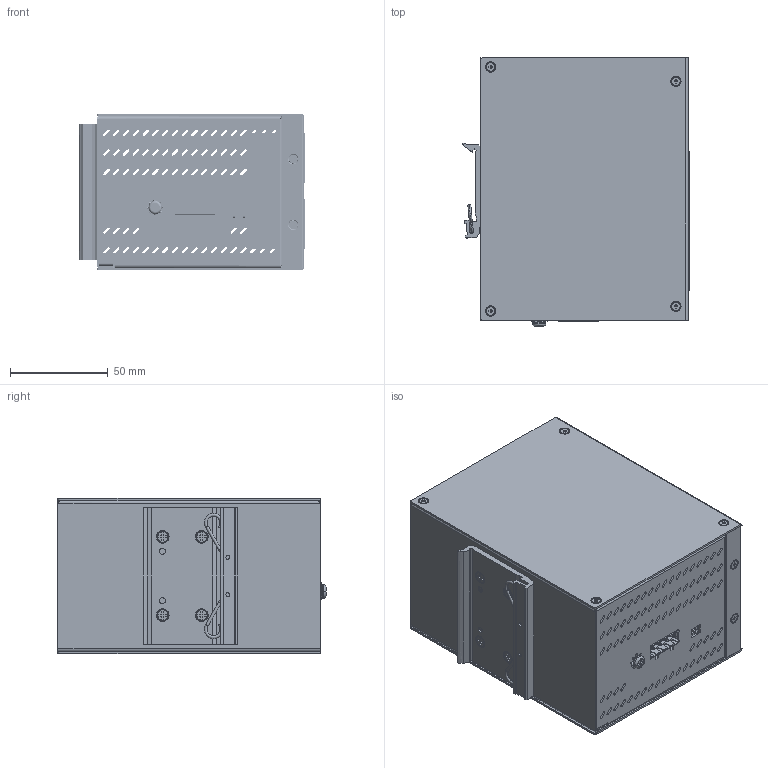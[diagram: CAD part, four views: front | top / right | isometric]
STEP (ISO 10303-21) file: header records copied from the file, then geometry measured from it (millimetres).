
FILE_DESCRIPTION((''),'2;1');
FILE_NAME('OPAL20ZHUANGPEI_ASM_2_ASM_2_ASM','2023-12-21T10:44:37',('wangzixiong'),(''),'CREO PARAMETRIC BY PTC INC, 2021023','CREO PARAMETRIC BY PTC INC, 2021023','');
FILE_SCHEMA(('CONFIG_CONTROL_DESIGN'));
Products named in the file (16): OPAL20DIKE_3_2; OPAL20-GAIBAN_3_2; 107022029-1-2RJ45-OPAL20-T_1_2; OPA20-M2-5MU_1_2; _70MM0001_1_2; _-70MM0001_1_2; 109990421--70MM000_ASM_2_ASM_2_ASM; 107011520-4-508-JH-90_1_2; 106010001-BOMA-2_1_2; M40002_1; M40003_1; M40001_ASM_1_ASM; M3-6LUODING_1__1_1_1; 25X5__1_1_1; 0_1; OPAL20ZHUANGPEI_ASM_2_ASM_2_ASM
Assembly tree (40 placements, depth 3):
  OPAL20ZHUANGPEI_ASM_2_ASM_2_ASM
    OPAL20DIKE_3_2
    OPAL20-GAIBAN_3_2
    107022029-1-2RJ45-OPAL20-T_1_2  x8
    OPA20-M2-5MU_1_2  x4
    109990421--70MM000_ASM_2_ASM_2_ASM
      _70MM0001_1_2
      _-70MM0001_1_2
    107011520-4-508-JH-90_1_2
    106010001-BOMA-2_1_2
    M40001_ASM_1_ASM
      M40002_1
      M40003_1
    M3-6LUODING_1__1_1_1  x4
    25X5__1_1_1  x12
    0_1  x2
Bounding box: 116 x 137 x 79.6 mm (x, y, z)
Volume: 174777.2 mm3; surface area: 211186.6 mm2
Topology: 38 solids, 38 shells, 3296 faces, 9045 edges, 5966 vertices
Faces by surface type: plane 1947, cylinder 1032, torus 116, bspline 108, cone 72, extrusion 17, sphere 4
Entity records: 63388 total; most frequent: CARTESIAN_POINT 14339, DIRECTION 10159, ORIENTED_EDGE 10076, EDGE_CURVE 5038, AXIS2_PLACEMENT_3D 3458, VERTEX_POINT 3304, VECTOR 3243, LINE 3226
